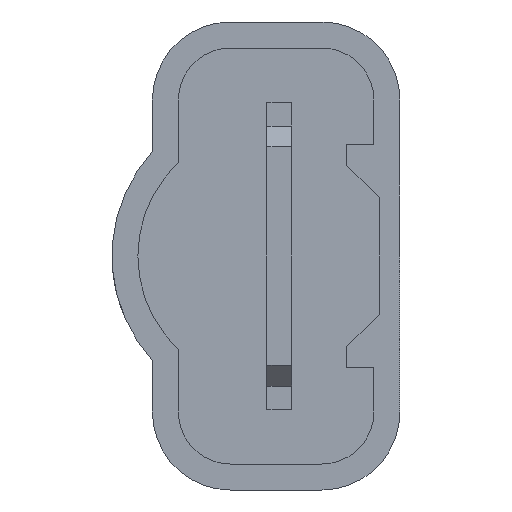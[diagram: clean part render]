
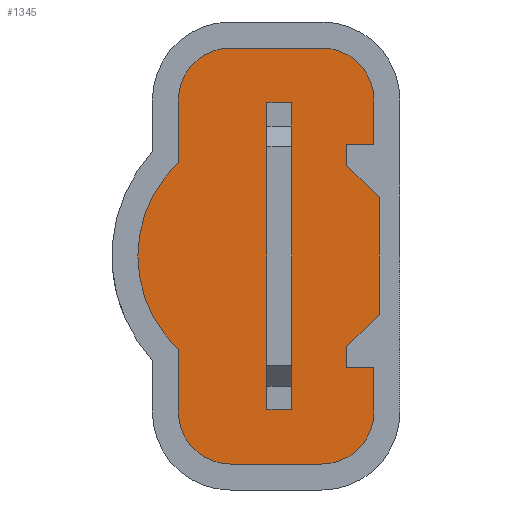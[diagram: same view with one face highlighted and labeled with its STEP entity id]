
A CAD part, front view. The second image highlights one B-rep face of the part: STEP entity #1345.
In plain terms, the highlighted planar face has unit normal (0, -1, 0).
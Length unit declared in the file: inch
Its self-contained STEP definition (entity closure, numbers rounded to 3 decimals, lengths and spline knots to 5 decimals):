
#105=DIRECTION('',(0.,0.,1.));
#106=VECTOR('',#105,0.295);
#107=CARTESIAN_POINT('',(0.033,-0.162,-0.1475));
#108=LINE('',#107,#106);
#109=DIRECTION('',(-1.,0.,0.));
#110=VECTOR('',#109,0.024);
#111=CARTESIAN_POINT('',(0.033,-0.162,0.1475));
#112=LINE('',#111,#110);
#113=DIRECTION('',(0.,0.,-1.));
#114=VECTOR('',#113,0.295);
#115=CARTESIAN_POINT('',(0.009,-0.162,0.1475));
#116=LINE('',#115,#114);
#117=DIRECTION('',(-1.,0.,0.));
#118=VECTOR('',#117,0.024);
#119=CARTESIAN_POINT('',(0.033,-0.162,-0.1475));
#120=LINE('',#119,#118);
#121=DIRECTION('',(1.,0.,0.));
#122=VECTOR('',#121,0.088);
#123=CARTESIAN_POINT('',(-0.026,-0.162,-0.2));
#124=LINE('',#123,#122);
#129=CARTESIAN_POINT('',(0.062,-0.162,-0.15));
#130=DIRECTION('',(0.,1.,0.));
#131=DIRECTION('',(1.,0.,0.));
#132=AXIS2_PLACEMENT_3D('',#129,#130,#131);
#138=DIRECTION('',(0.,0.,1.));
#139=VECTOR('',#138,0.0425);
#140=CARTESIAN_POINT('',(0.112,-0.162,-0.15));
#141=LINE('',#140,#139);
#146=DIRECTION('',(-1.,0.,0.));
#147=VECTOR('',#146,0.026);
#148=CARTESIAN_POINT('',(0.112,-0.162,-0.1075));
#149=LINE('',#148,#147);
#154=DIRECTION('',(0.,0.,1.));
#155=VECTOR('',#154,0.0205);
#156=CARTESIAN_POINT('',(0.086,-0.162,-0.1075));
#157=LINE('',#156,#155);
#162=DIRECTION('',(0.707,0.,0.707));
#163=VECTOR('',#162,0.04384);
#164=CARTESIAN_POINT('',(0.086,-0.162,-0.087));
#165=LINE('',#164,#163);
#170=DIRECTION('',(0.,0.,1.));
#171=VECTOR('',#170,0.112);
#172=CARTESIAN_POINT('',(0.117,-0.162,-0.056));
#173=LINE('',#172,#171);
#178=DIRECTION('',(-0.707,0.,0.707));
#179=VECTOR('',#178,0.04384);
#180=CARTESIAN_POINT('',(0.117,-0.162,0.056));
#181=LINE('',#180,#179);
#186=DIRECTION('',(0.,0.,1.));
#187=VECTOR('',#186,0.0205);
#188=CARTESIAN_POINT('',(0.086,-0.162,0.087));
#189=LINE('',#188,#187);
#194=DIRECTION('',(1.,0.,0.));
#195=VECTOR('',#194,0.026);
#196=CARTESIAN_POINT('',(0.086,-0.162,0.1075));
#197=LINE('',#196,#195);
#202=DIRECTION('',(0.,0.,1.));
#203=VECTOR('',#202,0.0425);
#204=CARTESIAN_POINT('',(0.112,-0.162,0.1075));
#205=LINE('',#204,#203);
#210=CARTESIAN_POINT('',(0.062,-0.162,0.15));
#211=DIRECTION('',(0.,1.,0.));
#212=DIRECTION('',(0.,0.,1.));
#213=AXIS2_PLACEMENT_3D('',#210,#211,#212);
#219=DIRECTION('',(-1.,0.,0.));
#220=VECTOR('',#219,0.088);
#221=CARTESIAN_POINT('',(0.062,-0.162,0.2));
#222=LINE('',#221,#220);
#227=CARTESIAN_POINT('',(-0.026,-0.162,0.15));
#228=DIRECTION('',(0.,1.,0.));
#229=DIRECTION('',(-1.,0.,0.));
#230=AXIS2_PLACEMENT_3D('',#227,#228,#229);
#236=DIRECTION('',(0.,0.,-1.));
#237=VECTOR('',#236,0.06015);
#238=CARTESIAN_POINT('',(-0.076,-0.162,0.15));
#239=LINE('',#238,#237);
#244=CARTESIAN_POINT('',(0.008,-0.162,0.));
#245=DIRECTION('',(0.,1.,0.));
#246=DIRECTION('',(-0.683,0.,-0.73));
#247=AXIS2_PLACEMENT_3D('',#244,#245,#246);
#253=DIRECTION('',(0.,0.,-1.));
#254=VECTOR('',#253,0.06015);
#255=CARTESIAN_POINT('',(-0.076,-0.162,-0.08985));
#256=LINE('',#255,#254);
#261=CARTESIAN_POINT('',(-0.026,-0.162,-0.15));
#262=DIRECTION('',(0.,1.,0.));
#263=DIRECTION('',(0.,0.,-1.));
#264=AXIS2_PLACEMENT_3D('',#261,#262,#263);
#1027=CARTESIAN_POINT('',(-0.026,-0.162,-0.2));
#1028=CARTESIAN_POINT('',(0.062,-0.162,-0.2));
#1029=VERTEX_POINT('',#1027);
#1030=VERTEX_POINT('',#1028);
#1031=CARTESIAN_POINT('',(0.112,-0.162,-0.15));
#1032=VERTEX_POINT('',#1031);
#1033=CARTESIAN_POINT('',(0.112,-0.162,-0.1075));
#1034=VERTEX_POINT('',#1033);
#1035=CARTESIAN_POINT('',(0.086,-0.162,-0.1075));
#1036=VERTEX_POINT('',#1035);
#1037=CARTESIAN_POINT('',(0.086,-0.162,-0.087));
#1038=VERTEX_POINT('',#1037);
#1039=CARTESIAN_POINT('',(0.117,-0.162,-0.056));
#1040=VERTEX_POINT('',#1039);
#1041=CARTESIAN_POINT('',(0.117,-0.162,0.056));
#1042=VERTEX_POINT('',#1041);
#1043=CARTESIAN_POINT('',(0.086,-0.162,0.087));
#1044=VERTEX_POINT('',#1043);
#1045=CARTESIAN_POINT('',(0.086,-0.162,0.1075));
#1046=VERTEX_POINT('',#1045);
#1047=CARTESIAN_POINT('',(0.112,-0.162,0.1075));
#1048=VERTEX_POINT('',#1047);
#1049=CARTESIAN_POINT('',(0.112,-0.162,0.15));
#1050=VERTEX_POINT('',#1049);
#1051=CARTESIAN_POINT('',(0.062,-0.162,0.2));
#1052=VERTEX_POINT('',#1051);
#1053=CARTESIAN_POINT('',(-0.026,-0.162,0.2));
#1054=VERTEX_POINT('',#1053);
#1055=CARTESIAN_POINT('',(-0.076,-0.162,0.15));
#1056=VERTEX_POINT('',#1055);
#1057=CARTESIAN_POINT('',(-0.076,-0.162,0.08985));
#1058=VERTEX_POINT('',#1057);
#1059=CARTESIAN_POINT('',(-0.076,-0.162,-0.08985));
#1060=VERTEX_POINT('',#1059);
#1061=CARTESIAN_POINT('',(-0.076,-0.162,-0.15));
#1062=VERTEX_POINT('',#1061);
#1103=CARTESIAN_POINT('',(0.033,-0.162,-0.1475));
#1104=VERTEX_POINT('',#1103);
#1105=CARTESIAN_POINT('',(0.033,-0.162,0.1475));
#1106=VERTEX_POINT('',#1105);
#1107=CARTESIAN_POINT('',(0.009,-0.162,-0.1475));
#1108=VERTEX_POINT('',#1107);
#1109=CARTESIAN_POINT('',(0.009,-0.162,0.1475));
#1110=VERTEX_POINT('',#1109);
#1295=CARTESIAN_POINT('',(0.,-0.162,0.));
#1296=DIRECTION('',(0.,1.,0.));
#1297=DIRECTION('',(1.,0.,0.));
#1298=AXIS2_PLACEMENT_3D('',#1295,#1296,#1297);
#1299=PLANE('',#1298);
#1301=ORIENTED_EDGE('',*,*,#1300,.F.);
#1303=ORIENTED_EDGE('',*,*,#1302,.T.);
#1305=ORIENTED_EDGE('',*,*,#1304,.F.);
#1307=ORIENTED_EDGE('',*,*,#1306,.T.);
#1309=ORIENTED_EDGE('',*,*,#1308,.F.);
#1311=ORIENTED_EDGE('',*,*,#1310,.T.);
#1313=ORIENTED_EDGE('',*,*,#1312,.F.);
#1315=ORIENTED_EDGE('',*,*,#1314,.T.);
#1317=ORIENTED_EDGE('',*,*,#1316,.F.);
#1319=ORIENTED_EDGE('',*,*,#1318,.F.);
#1321=ORIENTED_EDGE('',*,*,#1320,.F.);
#1323=ORIENTED_EDGE('',*,*,#1322,.F.);
#1325=ORIENTED_EDGE('',*,*,#1324,.F.);
#1327=ORIENTED_EDGE('',*,*,#1326,.F.);
#1329=ORIENTED_EDGE('',*,*,#1328,.F.);
#1331=ORIENTED_EDGE('',*,*,#1330,.F.);
#1333=ORIENTED_EDGE('',*,*,#1332,.F.);
#1335=ORIENTED_EDGE('',*,*,#1334,.T.);
#1336=EDGE_LOOP('',(#1301,#1303,#1305,#1307,#1309,#1311,#1313,#1315,#1317,#1319,
#1321,#1323,#1325,#1327,#1329,#1331,#1333,#1335));
#1337=FACE_OUTER_BOUND('',#1336,.F.);
#1338=ORIENTED_EDGE('',*,*,#1194,.T.);
#1340=ORIENTED_EDGE('',*,*,#1339,.T.);
#1341=ORIENTED_EDGE('',*,*,#1257,.T.);
#1342=ORIENTED_EDGE('',*,*,#1287,.F.);
#1343=EDGE_LOOP('',(#1338,#1340,#1341,#1342));
#1344=FACE_BOUND('',#1343,.F.);
#1345=ADVANCED_FACE('',(#1337,#1344),#1299,.F.);
#133=CIRCLE('',#132,0.05);
#214=CIRCLE('',#213,0.05);
#231=CIRCLE('',#230,0.05);
#248=CIRCLE('',#247,0.123);
#265=CIRCLE('',#264,0.05);
#1194=EDGE_CURVE('',#1104,#1106,#108,.T.);
#1257=EDGE_CURVE('',#1110,#1108,#116,.T.);
#1287=EDGE_CURVE('',#1104,#1108,#120,.T.);
#1300=EDGE_CURVE('',#1029,#1030,#124,.T.);
#1302=EDGE_CURVE('',#1029,#1062,#265,.T.);
#1304=EDGE_CURVE('',#1060,#1062,#256,.T.);
#1306=EDGE_CURVE('',#1060,#1058,#248,.T.);
#1308=EDGE_CURVE('',#1056,#1058,#239,.T.);
#1310=EDGE_CURVE('',#1056,#1054,#231,.T.);
#1312=EDGE_CURVE('',#1052,#1054,#222,.T.);
#1314=EDGE_CURVE('',#1052,#1050,#214,.T.);
#1316=EDGE_CURVE('',#1048,#1050,#205,.T.);
#1318=EDGE_CURVE('',#1046,#1048,#197,.T.);
#1320=EDGE_CURVE('',#1044,#1046,#189,.T.);
#1322=EDGE_CURVE('',#1042,#1044,#181,.T.);
#1324=EDGE_CURVE('',#1040,#1042,#173,.T.);
#1326=EDGE_CURVE('',#1038,#1040,#165,.T.);
#1328=EDGE_CURVE('',#1036,#1038,#157,.T.);
#1330=EDGE_CURVE('',#1034,#1036,#149,.T.);
#1332=EDGE_CURVE('',#1032,#1034,#141,.T.);
#1334=EDGE_CURVE('',#1032,#1030,#133,.T.);
#1339=EDGE_CURVE('',#1106,#1110,#112,.T.);
